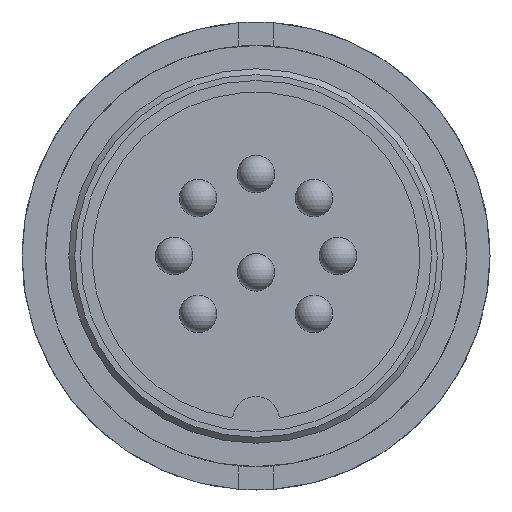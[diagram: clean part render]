
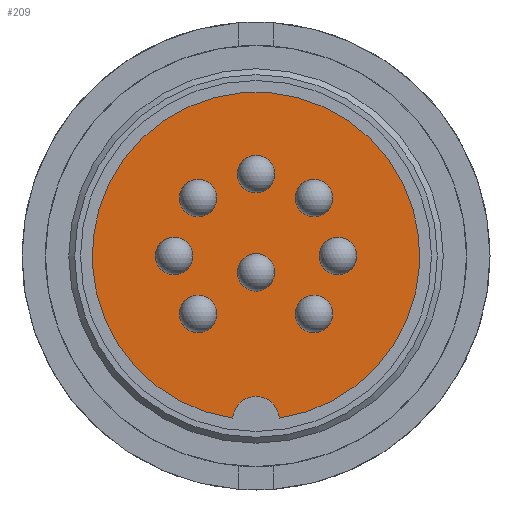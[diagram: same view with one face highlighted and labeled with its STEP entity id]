
A CAD part, front view. The second image highlights one B-rep face of the part: STEP entity #209.
In plain terms, the highlighted planar face has unit normal (0, -1, 0).
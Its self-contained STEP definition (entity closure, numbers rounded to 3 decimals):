
#74=PLANE('',#1120);
#209=ADVANCED_FACE('',(#357,#358,#359,#360,#361,#362,#363,#364,#365),#74,
 .T.);
#357=FACE_BOUND('',#494,.T.);
#358=FACE_BOUND('',#495,.T.);
#359=FACE_BOUND('',#496,.T.);
#360=FACE_BOUND('',#497,.T.);
#361=FACE_BOUND('',#498,.T.);
#362=FACE_BOUND('',#499,.T.);
#363=FACE_BOUND('',#500,.T.);
#364=FACE_BOUND('',#501,.T.);
#365=FACE_BOUND('',#502,.T.);
#494=EDGE_LOOP('',(#681,#682));
#495=EDGE_LOOP('',(#683));
#496=EDGE_LOOP('',(#684));
#497=EDGE_LOOP('',(#685));
#498=EDGE_LOOP('',(#686));
#499=EDGE_LOOP('',(#687));
#500=EDGE_LOOP('',(#688));
#501=EDGE_LOOP('',(#689));
#502=EDGE_LOOP('',(#690));
#681=ORIENTED_EDGE('',*,*,#901,.T.);
#682=ORIENTED_EDGE('',*,*,#845,.F.);
#683=ORIENTED_EDGE('',*,*,#843,.T.);
#684=ORIENTED_EDGE('',*,*,#841,.T.);
#685=ORIENTED_EDGE('',*,*,#839,.T.);
#686=ORIENTED_EDGE('',*,*,#837,.T.);
#687=ORIENTED_EDGE('',*,*,#835,.T.);
#688=ORIENTED_EDGE('',*,*,#833,.T.);
#689=ORIENTED_EDGE('',*,*,#831,.T.);
#690=ORIENTED_EDGE('',*,*,#829,.T.);
#743=VERTEX_POINT('',#1529);
#745=VERTEX_POINT('',#1534);
#747=VERTEX_POINT('',#1539);
#749=VERTEX_POINT('',#1544);
#751=VERTEX_POINT('',#1549);
#753=VERTEX_POINT('',#1554);
#755=VERTEX_POINT('',#1559);
#757=VERTEX_POINT('',#1564);
#759=VERTEX_POINT('',#1569);
#760=VERTEX_POINT('',#1570);
#829=EDGE_CURVE('',#743,#743,#921,.T.);
#831=EDGE_CURVE('',#745,#745,#923,.T.);
#833=EDGE_CURVE('',#747,#747,#925,.T.);
#835=EDGE_CURVE('',#749,#749,#927,.T.);
#837=EDGE_CURVE('',#751,#751,#929,.T.);
#839=EDGE_CURVE('',#753,#753,#931,.T.);
#841=EDGE_CURVE('',#755,#755,#933,.T.);
#843=EDGE_CURVE('',#757,#757,#935,.T.);
#845=EDGE_CURVE('',#759,#760,#937,.T.);
#901=EDGE_CURVE('',#759,#760,#979,.T.);
#921=CIRCLE('',#1009,0.8);
#923=CIRCLE('',#1012,0.8);
#925=CIRCLE('',#1015,0.8);
#927=CIRCLE('',#1018,0.8);
#929=CIRCLE('',#1021,0.8);
#931=CIRCLE('',#1024,0.8);
#933=CIRCLE('',#1027,0.8);
#935=CIRCLE('',#1030,0.8);
#937=CIRCLE('',#1033,7.);
#979=CIRCLE('',#1118,1.);
#1009=AXIS2_PLACEMENT_3D('',#1528,#1200,#1201);
#1012=AXIS2_PLACEMENT_3D('',#1533,#1206,#1207);
#1015=AXIS2_PLACEMENT_3D('',#1538,#1212,#1213);
#1018=AXIS2_PLACEMENT_3D('',#1543,#1218,#1219);
#1021=AXIS2_PLACEMENT_3D('',#1548,#1224,#1225);
#1024=AXIS2_PLACEMENT_3D('',#1553,#1230,#1231);
#1027=AXIS2_PLACEMENT_3D('',#1558,#1236,#1237);
#1030=AXIS2_PLACEMENT_3D('',#1563,#1242,#1243);
#1033=AXIS2_PLACEMENT_3D('',#1568,#1248,#1249);
#1118=AXIS2_PLACEMENT_3D('',#1714,#1432,#1433);
#1120=AXIS2_PLACEMENT_3D('',#1716,#1436,#1437);
#1200=DIRECTION('',(0.,1.,0.));
#1201=DIRECTION('',(1.,0.,0.));
#1206=DIRECTION('',(0.,1.,0.));
#1207=DIRECTION('',(1.,0.,0.));
#1212=DIRECTION('',(0.,1.,0.));
#1213=DIRECTION('',(1.,0.,0.));
#1218=DIRECTION('',(0.,1.,0.));
#1219=DIRECTION('',(1.,0.,0.));
#1224=DIRECTION('',(0.,1.,0.));
#1225=DIRECTION('',(1.,0.,0.));
#1230=DIRECTION('',(0.,1.,0.));
#1231=DIRECTION('',(1.,0.,0.));
#1236=DIRECTION('',(0.,1.,0.));
#1237=DIRECTION('',(1.,0.,0.));
#1242=DIRECTION('',(0.,1.,0.));
#1243=DIRECTION('',(1.,0.,0.));
#1248=DIRECTION('',(0.,1.,0.));
#1249=DIRECTION('',(0.,0.,1.));
#1432=DIRECTION('',(0.,1.,0.));
#1433=DIRECTION('',(-0.997,0.,0.071));
#1436=DIRECTION('',(0.,-1.,0.));
#1437=DIRECTION('',(0.,0.,1.));
#1528=CARTESIAN_POINT('',(3.5,-8.5,0.));
#1529=CARTESIAN_POINT('',(4.3,-8.5,0.));
#1533=CARTESIAN_POINT('',(0.,-8.5,3.5));
#1534=CARTESIAN_POINT('',(0.8,-8.5,3.5));
#1538=CARTESIAN_POINT('',(-2.475,-8.5,2.475));
#1539=CARTESIAN_POINT('',(-1.675,-8.5,2.475));
#1543=CARTESIAN_POINT('',(-2.475,-8.5,-2.475));
#1544=CARTESIAN_POINT('',(-1.675,-8.5,-2.475));
#1548=CARTESIAN_POINT('',(2.475,-8.5,-2.475));
#1549=CARTESIAN_POINT('',(3.275,-8.5,-2.475));
#1553=CARTESIAN_POINT('',(2.475,-8.5,2.475));
#1554=CARTESIAN_POINT('',(3.275,-8.5,2.475));
#1558=CARTESIAN_POINT('',(-3.5,-8.5,0.));
#1559=CARTESIAN_POINT('',(-2.7,-8.5,0.));
#1563=CARTESIAN_POINT('',(0.,-8.5,-0.7));
#1564=CARTESIAN_POINT('',(0.8,-8.5,-0.7));
#1568=CARTESIAN_POINT('',(0.,-8.5,0.));
#1569=CARTESIAN_POINT('',(-0.997,-8.5,-6.929));
#1570=CARTESIAN_POINT('',(0.997,-8.5,-6.929));
#1714=CARTESIAN_POINT('',(0.,-8.5,-7.));
#1716=CARTESIAN_POINT('',(0.,-8.5,3.5));
